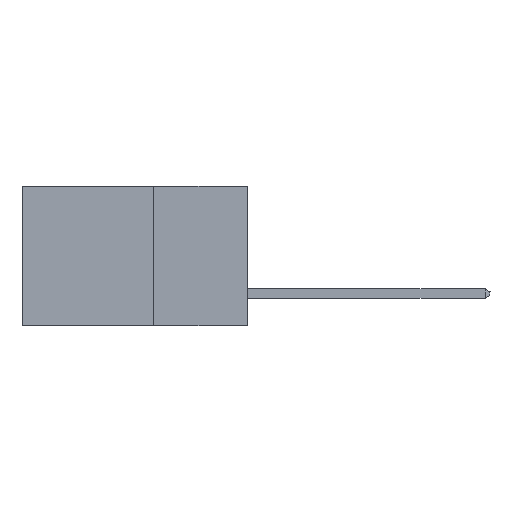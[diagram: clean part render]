
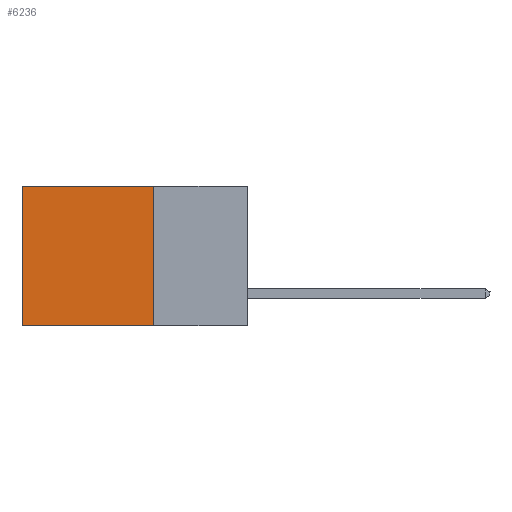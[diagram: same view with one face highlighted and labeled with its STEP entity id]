
A CAD part, left-side view. The second image highlights one B-rep face of the part: STEP entity #6236.
In plain terms, the highlighted planar face has unit normal (-1, 0, 0).
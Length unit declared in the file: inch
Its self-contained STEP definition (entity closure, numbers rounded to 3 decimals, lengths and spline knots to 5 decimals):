
#95 = CARTESIAN_POINT ( 'NONE',  ( 0.2615, 0.6, -0.37 ) ) ;
#314 = DIRECTION ( 'NONE',  ( 0., 0., -1. ) ) ;
#537 = ORIENTED_EDGE ( 'NONE', *, *, #8131, .F. ) ;
#881 = VERTEX_POINT ( 'NONE', #5008 ) ;
#1337 = VECTOR ( 'NONE', #6363, 39.37008 ) ;
#1477 = CARTESIAN_POINT ( 'NONE',  ( 0.2615, 0.25, 0. ) ) ;
#1622 = FACE_OUTER_BOUND ( 'NONE', #8585, .T. ) ;
#1635 = DIRECTION ( 'NONE',  ( 0., 1., 0. ) ) ;
#1842 = DIRECTION ( 'NONE',  ( 0., 0., -1. ) ) ;
#2695 = VECTOR ( 'NONE', #314, 39.37008 ) ;
#2724 = VECTOR ( 'NONE', #1635, 39.37008 ) ;
#3076 = EDGE_CURVE ( 'NONE', #4734, #3825, #10103, .T. ) ;
#3643 = LINE ( 'NONE', #4348, #7429 ) ;
#3825 = VERTEX_POINT ( 'NONE', #9058 ) ;
#4348 = CARTESIAN_POINT ( 'NONE',  ( 0.2615, 0.25, -0.37 ) ) ;
#4595 = ORIENTED_EDGE ( 'NONE', *, *, #3076, .T. ) ;
#4734 = VERTEX_POINT ( 'NONE', #4824 ) ;
#4824 = CARTESIAN_POINT ( 'NONE',  ( 0.2615, 0.6, 0. ) ) ;
#4854 = CARTESIAN_POINT ( 'NONE',  ( 0.2615, 0.25, -0.37 ) ) ;
#4943 = PLANE ( 'NONE',  #10393 ) ;
#5008 = CARTESIAN_POINT ( 'NONE',  ( 0.2615, 0.25, -0.37 ) ) ;
#5292 = ORIENTED_EDGE ( 'NONE', *, *, #5640, .T. ) ;
#5409 = ORIENTED_EDGE ( 'NONE', *, *, #5578, .F. ) ;
#5578 = EDGE_CURVE ( 'NONE', #881, #3825, #9863, .T. ) ;
#5640 = EDGE_CURVE ( 'NONE', #7341, #4734, #10517, .T. ) ;
#6236 = ADVANCED_FACE ( 'NONE', ( #1622 ), #4943, .F. ) ;
#6363 = DIRECTION ( 'NONE',  ( 0., 1., 0. ) ) ;
#6788 = DIRECTION ( 'NONE',  ( 1., 0., 0. ) ) ;
#7341 = VERTEX_POINT ( 'NONE', #7746 ) ;
#7429 = VECTOR ( 'NONE', #9314, 39.37008 ) ;
#7746 = CARTESIAN_POINT ( 'NONE',  ( 0.2615, 0.25, 0. ) ) ;
#8131 = EDGE_CURVE ( 'NONE', #7341, #881, #3643, .T. ) ;
#8585 = EDGE_LOOP ( 'NONE', ( #4595, #5409, #537, #5292 ) ) ;
#9058 = CARTESIAN_POINT ( 'NONE',  ( 0.2615, 0.6, -0.37 ) ) ;
#9194 = CARTESIAN_POINT ( 'NONE',  ( 0.2615, 0.25, -0.37 ) ) ;
#9314 = DIRECTION ( 'NONE',  ( 0., 0., -1. ) ) ;
#9863 = LINE ( 'NONE', #4854, #2724 ) ;
#10103 = LINE ( 'NONE', #95, #2695 ) ;
#10393 = AXIS2_PLACEMENT_3D ( 'NONE', #9194, #6788, #1842 ) ;
#10517 = LINE ( 'NONE', #1477, #1337 ) ;
